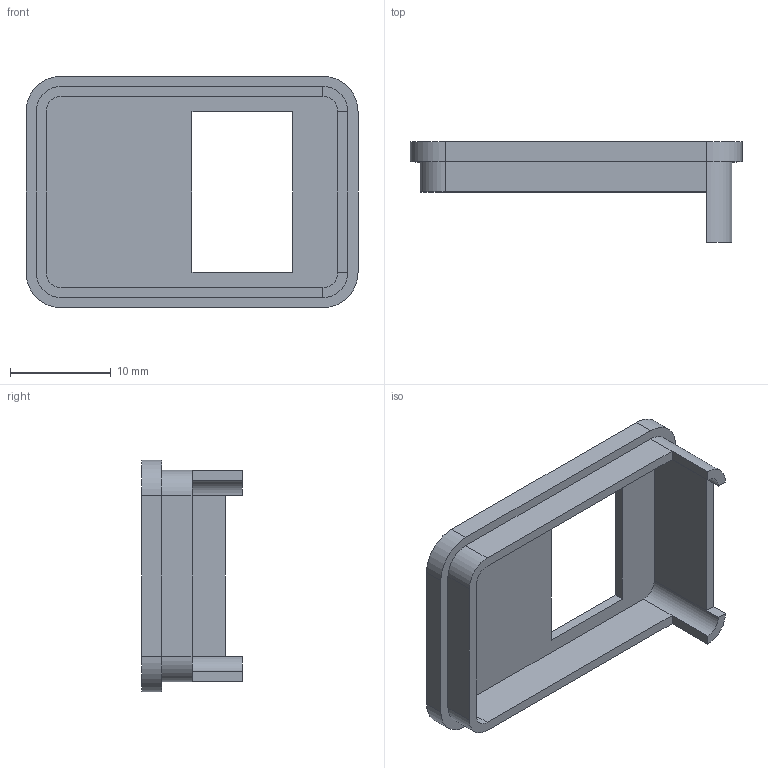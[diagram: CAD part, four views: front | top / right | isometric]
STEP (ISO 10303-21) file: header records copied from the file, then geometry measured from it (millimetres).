
FILE_DESCRIPTION(/* description */ (''),/* implementation_level */ '2;1');
FILE_NAME(/* name */ 'UV_lid.step',/* time_stamp */ '2023-09-26T08:51:08+02:00',/* author */ (''),/* organization */ (''),/* preprocessor_version */ 'ST-DEVELOPER v20',/* originating_system */ 'Autodesk Translation Framework v12.9.0.99',/* authorisation */ '');
FILE_SCHEMA (('AUTOMOTIVE_DESIGN { 1 0 10303 214 3 1 1 }'));
Length unit declared in the file: millimetre
Products named in the file (1): Soill_Sensor
Bounding box: 33 x 10 x 23 mm (x, y, z)
Volume: 1161.8 mm3; surface area: 2295.6 mm2
Topology: 1 solids, 1 shells, 39 faces, 100 edges, 64 vertices
Faces by surface type: plane 27, cylinder 12
Entity records: 1221 total; most frequent: DIRECTION 204, CARTESIAN_POINT 204, ORIENTED_EDGE 200, EDGE_CURVE 100, LINE 76, VECTOR 76, VERTEX_POINT 64, AXIS2_PLACEMENT_3D 64
